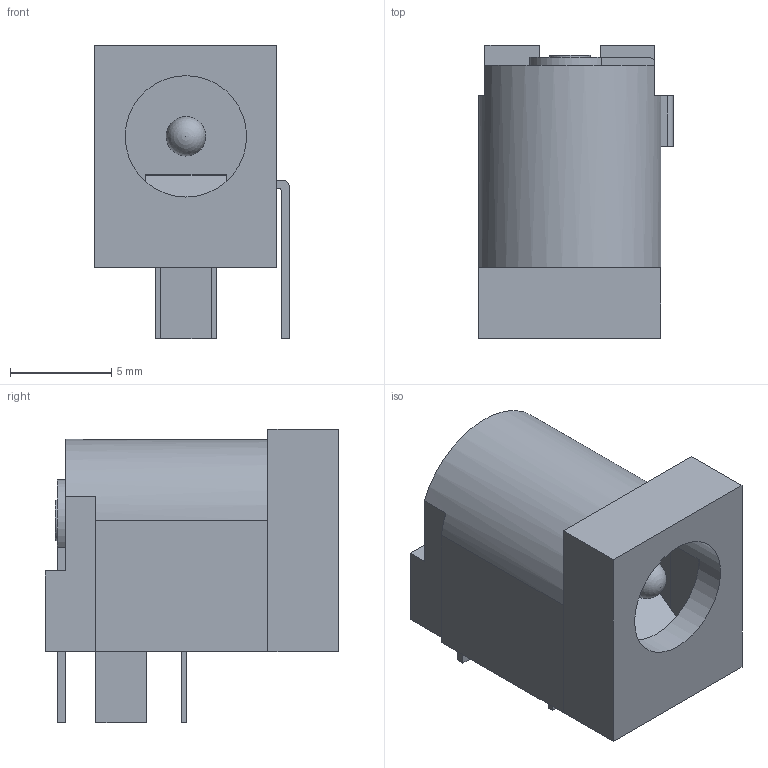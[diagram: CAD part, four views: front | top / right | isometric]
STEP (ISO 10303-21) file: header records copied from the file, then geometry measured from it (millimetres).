
FILE_DESCRIPTION(('Open CASCADE Model'),'2;1');
FILE_NAME('Open CASCADE Shape Model','2024-02-18T22:10:40',('Author'),( 'Open CASCADE'),'Open CASCADE STEP processor 7.7','Open CASCADE 7.7' ,'Unknown');
FILE_SCHEMA(('AUTOMOTIVE_DESIGN { 1 0 10303 214 1 1 1 1 }'));
Length unit declared in the file: millimetre
Products named in the file (15): 1da5ff85-ce5f-11ee-b534-ec79494f248b; 1da5ff86-ce5f-11ee-9d36-ec79494f248b; 1da5ff86-ce5f-11ee-9d36-ec79494f248b_part; 1da5ff87-ce5f-11ee-9ac3-ec79494f248b; 1da5ff87-ce5f-11ee-9ac3-ec79494f248b_part; 1da5ff88-ce5f-11ee-b155-ec79494f248b; 1da5ff88-ce5f-11ee-b155-ec79494f248b_part; 1da5ff89-ce5f-11ee-b131-ec79494f248b; 1da5ff89-ce5f-11ee-b131-ec79494f248b_part; 1da5ff8a-ce5f-11ee-928f-ec79494f248b; 1da5ff8a-ce5f-11ee-928f-ec79494f248b_part; 1da5ff8b-ce5f-11ee-9b5a-ec79494f248b; 1da5ff8b-ce5f-11ee-9b5a-ec79494f248b_part; 1da5ff8c-ce5f-11ee-9333-ec79494f248b; 1da5ff8c-ce5f-11ee-9333-ec79494f248b_part
Assembly tree (14 placements, depth 3):
  1da5ff85-ce5f-11ee-b534-ec79494f248b
    1da5ff86-ce5f-11ee-9d36-ec79494f248b
      1da5ff86-ce5f-11ee-9d36-ec79494f248b_part
    1da5ff87-ce5f-11ee-9ac3-ec79494f248b
      1da5ff87-ce5f-11ee-9ac3-ec79494f248b_part
    1da5ff88-ce5f-11ee-b155-ec79494f248b
      1da5ff88-ce5f-11ee-b155-ec79494f248b_part
    1da5ff89-ce5f-11ee-b131-ec79494f248b
      1da5ff89-ce5f-11ee-b131-ec79494f248b_part
    1da5ff8a-ce5f-11ee-928f-ec79494f248b
      1da5ff8a-ce5f-11ee-928f-ec79494f248b_part
    1da5ff8b-ce5f-11ee-9b5a-ec79494f248b
      1da5ff8b-ce5f-11ee-9b5a-ec79494f248b_part
    1da5ff8c-ce5f-11ee-9333-ec79494f248b
      1da5ff8c-ce5f-11ee-9333-ec79494f248b_part
Bounding box: 9.6 x 14.5 x 14.5 mm (x, y, z)
Volume: 773.4 mm3; surface area: 1592.2 mm2
Topology: 7 solids, 7 shells, 97 faces, 238 edges, 158 vertices
Faces by surface type: plane 74, cylinder 22, sphere 1
Full cylindrical faces by diameter (mm): 1.95 x1, 2 x3, 6 x1
Entity records: 6199 total; most frequent: CARTESIAN_POINT 1077, DIRECTION 922, LINE 563, VECTOR 563, ORIENTED_EDGE 474, PCURVE 474, DEFINITIONAL_REPRESENTATION 474, EDGE_CURVE 237
